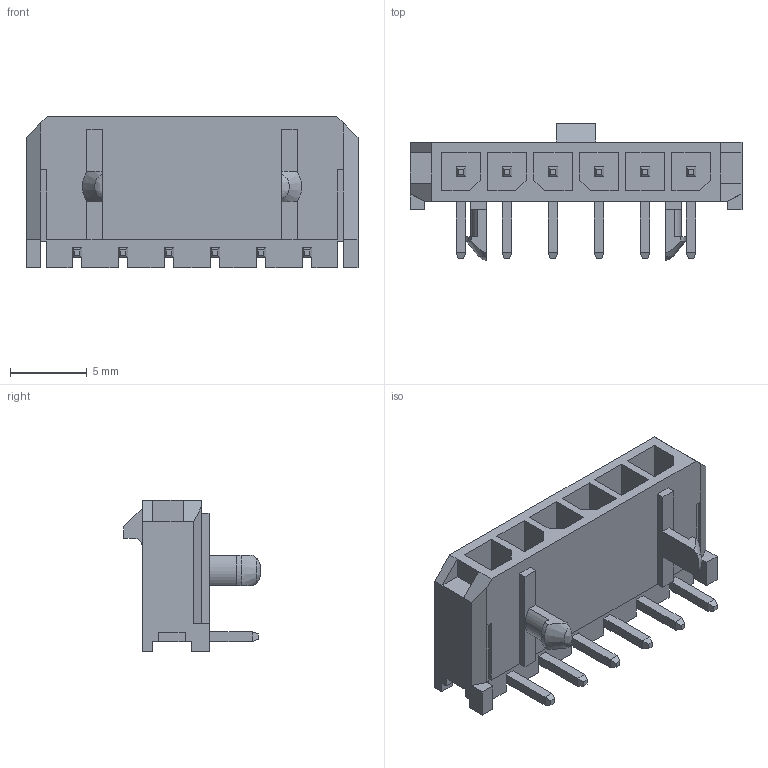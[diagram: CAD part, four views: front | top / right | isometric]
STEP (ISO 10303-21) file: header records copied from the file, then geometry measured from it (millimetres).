
FILE_DESCRIPTION((''),'2;1');
FILE_NAME('436500600','2020-10-20T',('me'),(''),'PRO/ENGINEER BY PARAMETRIC TECHNOLOGY CORPORATION, 2016010','PRO/ENGINEER BY PARAMETRIC TECHNOLOGY CORPORATION, 2016010','');
FILE_SCHEMA(('CONFIG_CONTROL_DESIGN'));
Length unit declared in the file: millimetre
Products named in the file (1): 436500600
Bounding box: 21.64 x 8.9 x 9.9 mm (x, y, z)
Volume: 542.6 mm3; surface area: 1331.1 mm2
Topology: 2 solids, 2 shells, 370 faces, 969 edges, 618 vertices
Faces by surface type: plane 361, cylinder 5, cone 2, bspline 2
Entity records: 11124 total; most frequent: CARTESIAN_POINT 2050, ORIENTED_EDGE 1902, DIRECTION 1727, EDGE_CURVE 951, VECTOR 929, LINE 929, VERTEX_POINT 598, AXIS2_PLACEMENT_3D 399
